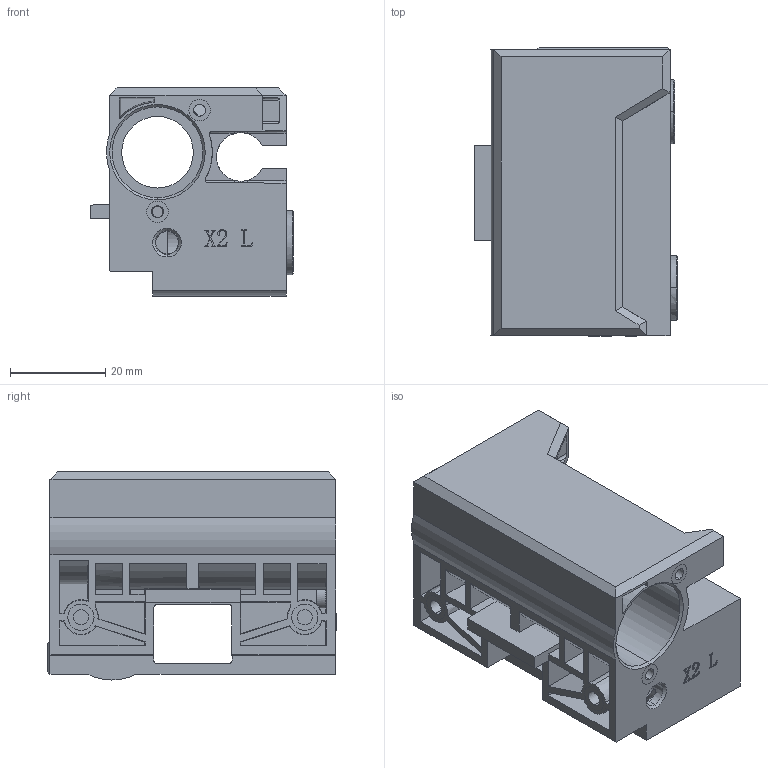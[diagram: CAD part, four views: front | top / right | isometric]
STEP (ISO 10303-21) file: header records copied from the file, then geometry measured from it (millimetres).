
FILE_DESCRIPTION (( 'STEP AP214' ), '1' );
FILE_NAME ('JXHSV06P-03003-d X-axis left fixed seat.step', '2023-06-08T06:49:09', ( '微软用户' ), ( '微软中国' ), 'SwSTEP 2.0', 'SolidWorks 2020', '' );
FILE_SCHEMA (( 'AUTOMOTIVE_DESIGN' ));
Length unit declared in the file: millimetre
Products named in the file (1): JXHSV06P-03003-d X-axis left fixed seat
Bounding box: 42.5 x 60.65 x 43.7 mm (x, y, z)
Volume: 34600.1 mm3; surface area: 32479.3 mm2
Topology: 1 solids, 1 shells, 495 faces, 1390 edges, 917 vertices
Faces by surface type: plane 284, cylinder 99, cone 65, bspline 47
Entity records: 18567 total; most frequent: CARTESIAN_POINT 5917, ORIENTED_EDGE 2780, DIRECTION 2149, EDGE_CURVE 1390, VERTEX_POINT 917, LINE 851, VECTOR 851, AXIS2_PLACEMENT_3D 649
